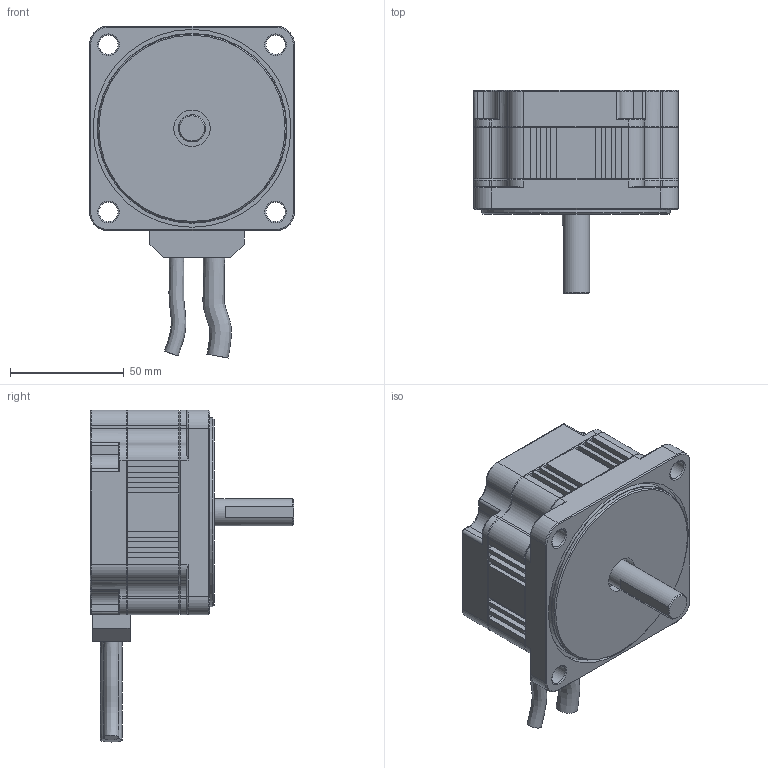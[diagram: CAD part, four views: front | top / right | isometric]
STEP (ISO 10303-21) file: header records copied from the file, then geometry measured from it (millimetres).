
FILE_DESCRIPTION( ( 'Unknown' ), '1' );
FILE_NAME( 'MP075-X.stp', 'Unknown', ( 'Dimamotor' ), ( 'Dimamotor' ), 'PSStep 16.0.42', 'Unknown', ' ' );
FILE_SCHEMA( ( 'AUTOMOTIVE_DESIGN { 1 0 10303 214 1 1 1 1 }' ) );
Length unit declared in the file: millimetre
Products named in the file (4): Assem1; BL90-Motor上蓋+心軸; BL90-Motor-桶身75W; BL90-Motor下蓋+固定座
Assembly tree (3 placements, depth 2):
  Assem1
    BL90-Motor上蓋+心軸
    BL90-Motor-桶身75W
    BL90-Motor下蓋+固定座
Bounding box: 90 x 89.5 x 146.02 mm (x, y, z)
Volume: 393547.4 mm3; surface area: 74759.8 mm2
Topology: 3 solids, 3 shells, 380 faces, 978 edges, 613 vertices
Faces by surface type: plane 202, cylinder 105, torus 41, cone 30, bspline 2
Full cylindrical faces by diameter (mm): 4.5 x8, 6 x2, 8.5 x4, 10 x1, 12 x1, 16 x1, 20 x1, 83 x1, 83.5 x1, 87 x1
Entity records: 14761 total; most frequent: CARTESIAN_POINT 2386, DIRECTION 1965, ORIENTED_EDGE 1870, EDGE_CURVE 935, AXIS2_PLACEMENT_3D 666, LINE 633, VECTOR 633, VERTEX_POINT 603
